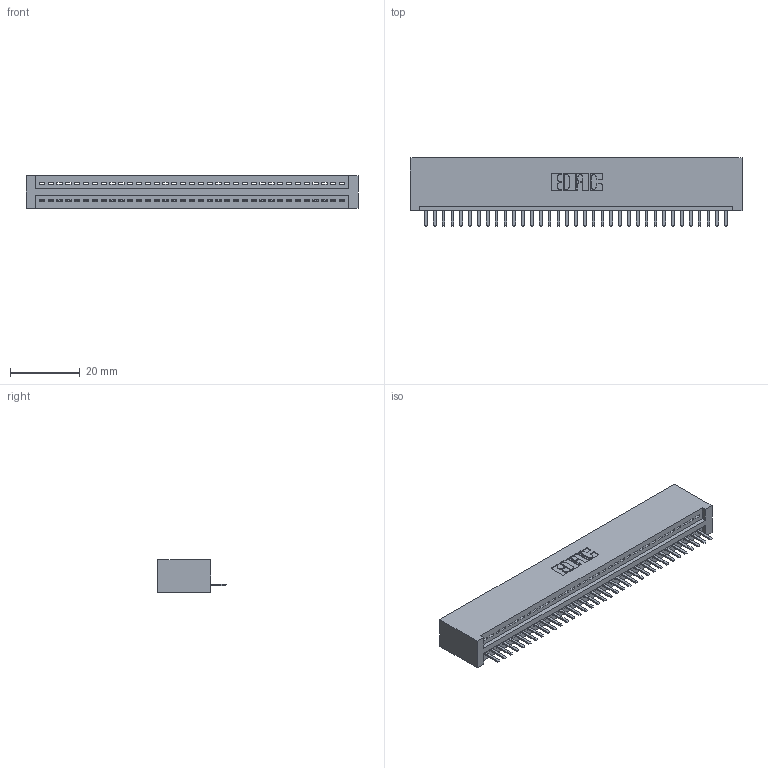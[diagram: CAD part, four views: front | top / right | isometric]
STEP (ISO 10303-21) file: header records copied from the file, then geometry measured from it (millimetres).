
FILE_DESCRIPTION (( 'STEP AP203' ), '1' );
FILE_NAME ('345-035-520-101.STEP', '2018-08-29T05:31:11', ( '' ), ( '' ), 'SwSTEP 2.0', 'SolidWorks 2016', '' );
FILE_SCHEMA (( 'CONFIG_CONTROL_DESIGN' ));
Length unit declared in the file: inch
Products named in the file (3): 345 Part_No Mounting Lugs; 345-292-001_345-293-120; 345-035-520-101
Assembly tree (36 placements, depth 2):
  345-035-520-101
    345 Part_No Mounting Lugs
    345-292-001_345-293-120  x35
Bounding box: 95.5 x 19.68 x 9.4 mm (x, y, z)
Volume: 9497.4 mm3; surface area: 12386.8 mm2
Topology: 36 solids, 36 shells, 2288 faces, 6757 edges, 4410 vertices
Faces by surface type: plane 1546, cylinder 742
Entity records: 27121 total; most frequent: CARTESIAN_POINT 4717, ORIENTED_EDGE 4674, DIRECTION 4111, EDGE_CURVE 2337, VECTOR 2069, LINE 2069, VERTEX_POINT 1554, AXIS2_PLACEMENT_3D 1021
